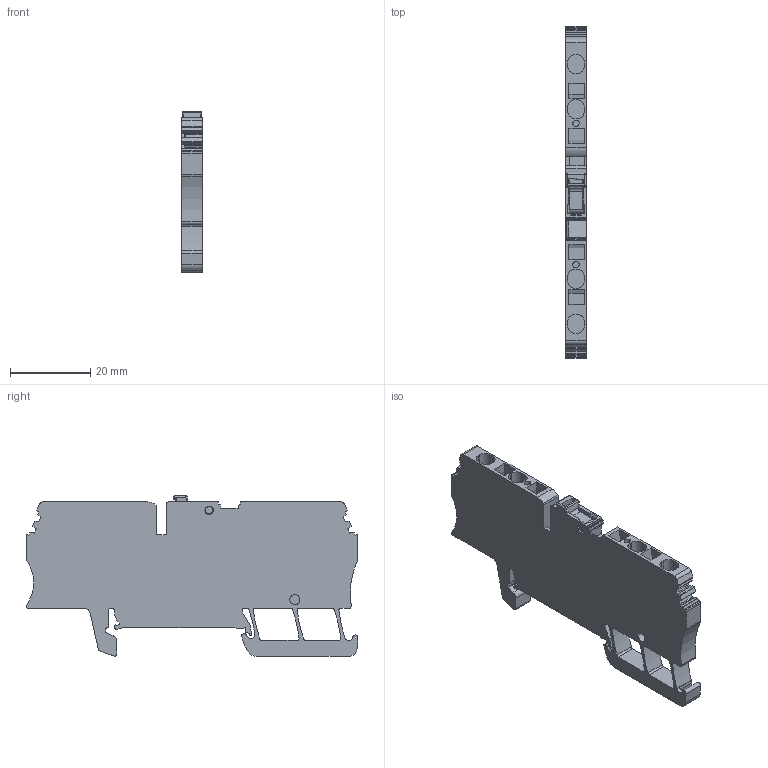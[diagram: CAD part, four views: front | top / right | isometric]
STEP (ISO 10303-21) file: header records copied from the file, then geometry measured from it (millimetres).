
FILE_DESCRIPTION(('CATIA V5 STEP Exchange','CAx-IF Rec.Pracs.--- Model Styling and Organization---1.5--- 2016-08-15','CAx-IF Rec.Pracs.---Supplemental Geometry---1.0---2011-11-01','CAx-IF Rec.Pracs.--- Composite Materials ---1.1---2010-07-15'),'2;1');
FILE_NAME ('031627-2_0', '2025-09-19T08:37:36+00:00', ('none'), ('Weidmueller'), 'CATIA Version 5-6 Release 2024 SP4', 'CATIA V5 STEP AP214 v3', 'none');
FILE_SCHEMA(('AUTOMOTIVE_DESIGN { 1 0 10303 214 1 1 1 1 }'));
Length unit declared in the file: millimetre
Products named in the file (1): 32776 ZTR 2.5_4AN_AllCATPart
Bounding box: 5.1 x 82.48 x 39.85 mm (x, y, z)
Volume: 11443 mm3; surface area: 7952.1 mm2
Topology: 2 solids, 2 shells, 413 faces, 1187 edges, 787 vertices
Faces by surface type: plane 246, cylinder 159, torus 6, bspline 2
Entity records: 13326 total; most frequent: CARTESIAN_POINT 2837, ORIENTED_EDGE 2370, DIRECTION 1818, EDGE_CURVE 1185, VECTOR 833, LINE 833, VERTEX_POINT 787, AXIS2_PLACEMENT_3D 643
